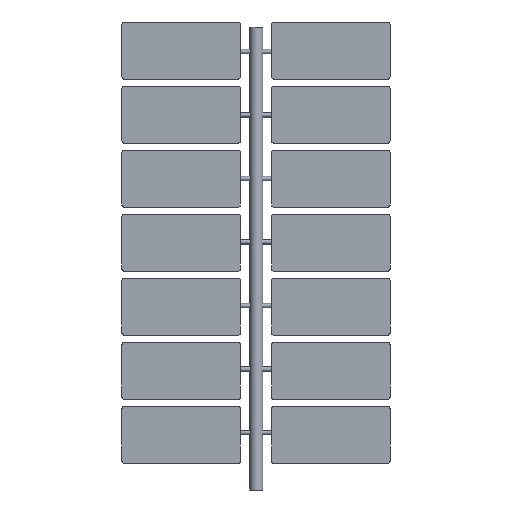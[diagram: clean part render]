
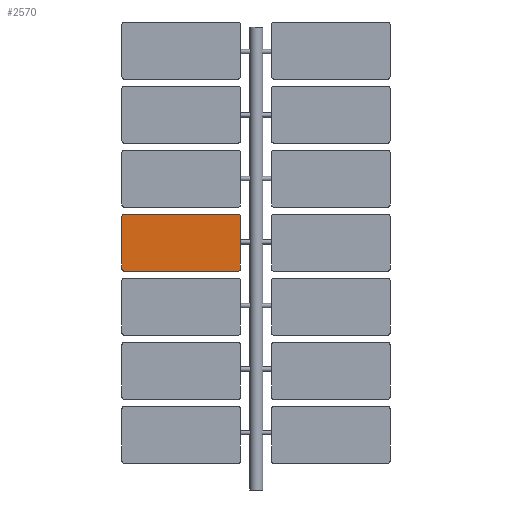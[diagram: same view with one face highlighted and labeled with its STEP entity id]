
A CAD part, front view. The second image highlights one B-rep face of the part: STEP entity #2570.
In plain terms, the highlighted planar face has unit normal (0, -1, 0).
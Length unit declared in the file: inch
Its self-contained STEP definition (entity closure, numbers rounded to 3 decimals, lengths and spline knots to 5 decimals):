
#74=PLANE('',#2793);
#186=FACE_OUTER_BOUND('',#350,.T.);
#350=EDGE_LOOP('',(#1861,#1862,#1863,#1864,#1865,#1866,#1867,#1868));
#517=LINE('',#4002,#749);
#522=LINE('',#4016,#754);
#526=LINE('',#4028,#758);
#530=LINE('',#4040,#762);
#749=VECTOR('',#3156,0.3937);
#754=VECTOR('',#3169,0.3937);
#758=VECTOR('',#3181,0.3937);
#762=VECTOR('',#3193,0.3937);
#965=CIRCLE('',#2778,0.02);
#967=CIRCLE('',#2782,0.02);
#969=CIRCLE('',#2786,0.02);
#971=CIRCLE('',#2790,0.02);
#1125=VERTEX_POINT('',#4000);
#1126=VERTEX_POINT('',#4001);
#1129=VERTEX_POINT('',#4009);
#1131=VERTEX_POINT('',#4015);
#1133=VERTEX_POINT('',#4021);
#1135=VERTEX_POINT('',#4027);
#1137=VERTEX_POINT('',#4033);
#1139=VERTEX_POINT('',#4039);
#1397=EDGE_CURVE('',#1125,#1126,#517,.T.);
#1401=EDGE_CURVE('',#1129,#1125,#965,.T.);
#1404=EDGE_CURVE('',#1131,#1129,#522,.T.);
#1407=EDGE_CURVE('',#1133,#1131,#967,.T.);
#1410=EDGE_CURVE('',#1135,#1133,#526,.T.);
#1413=EDGE_CURVE('',#1137,#1135,#969,.T.);
#1416=EDGE_CURVE('',#1139,#1137,#530,.T.);
#1419=EDGE_CURVE('',#1126,#1139,#971,.T.);
#1861=ORIENTED_EDGE('',*,*,#1419,.F.);
#1862=ORIENTED_EDGE('',*,*,#1397,.F.);
#1863=ORIENTED_EDGE('',*,*,#1401,.F.);
#1864=ORIENTED_EDGE('',*,*,#1404,.F.);
#1865=ORIENTED_EDGE('',*,*,#1407,.F.);
#1866=ORIENTED_EDGE('',*,*,#1410,.F.);
#1867=ORIENTED_EDGE('',*,*,#1413,.F.);
#1868=ORIENTED_EDGE('',*,*,#1416,.F.);
#2570=ADVANCED_FACE('',(#186),#74,.F.);
#2778=AXIS2_PLACEMENT_3D('',#4010,#3162,#3163);
#2782=AXIS2_PLACEMENT_3D('',#4022,#3174,#3175);
#2786=AXIS2_PLACEMENT_3D('',#4034,#3186,#3187);
#2790=AXIS2_PLACEMENT_3D('',#4045,#3198,#3199);
#2793=AXIS2_PLACEMENT_3D('',#4048,#3204,#3205);
#3156=DIRECTION('',(-1.,0.,0.));
#3162=DIRECTION('center_axis',(0.,1.,0.));
#3163=DIRECTION('ref_axis',(1.,0.,0.));
#3169=DIRECTION('',(0.,0.,-1.));
#3174=DIRECTION('center_axis',(0.,1.,0.));
#3175=DIRECTION('ref_axis',(0.,0.,1.));
#3181=DIRECTION('',(1.,0.,0.));
#3186=DIRECTION('center_axis',(0.,1.,0.));
#3187=DIRECTION('ref_axis',(-1.,0.,0.));
#3193=DIRECTION('',(0.,0.,1.));
#3198=DIRECTION('center_axis',(0.,1.,0.));
#3199=DIRECTION('ref_axis',(0.,0.,-1.));
#3204=DIRECTION('center_axis',(0.,1.,0.));
#3205=DIRECTION('ref_axis',(1.,0.,0.));
#4000=CARTESIAN_POINT('',(1.34071,0.,2.03233));
#4001=CARTESIAN_POINT('',(0.28071,0.,2.03233));
#4002=CARTESIAN_POINT('',(1.34071,0.,2.03233));
#4009=CARTESIAN_POINT('',(1.36071,0.,2.05233));
#4010=CARTESIAN_POINT('Origin',(1.34071,0.,2.05233));
#4015=CARTESIAN_POINT('',(1.36071,0.,2.54233));
#4016=CARTESIAN_POINT('',(1.36071,0.,2.54233));
#4021=CARTESIAN_POINT('',(1.34071,0.,2.56233));
#4022=CARTESIAN_POINT('Origin',(1.34071,0.,2.54233));
#4027=CARTESIAN_POINT('',(0.28071,0.,2.56233));
#4028=CARTESIAN_POINT('',(0.28071,0.,2.56233));
#4033=CARTESIAN_POINT('',(0.26071,0.,2.54233));
#4034=CARTESIAN_POINT('Origin',(0.28071,0.,2.54233));
#4039=CARTESIAN_POINT('',(0.26071,0.,2.05233));
#4040=CARTESIAN_POINT('',(0.26071,0.,2.05233));
#4045=CARTESIAN_POINT('Origin',(0.28071,0.,2.05233));
#4048=CARTESIAN_POINT('Origin',(0.81071,0.,2.29733));
